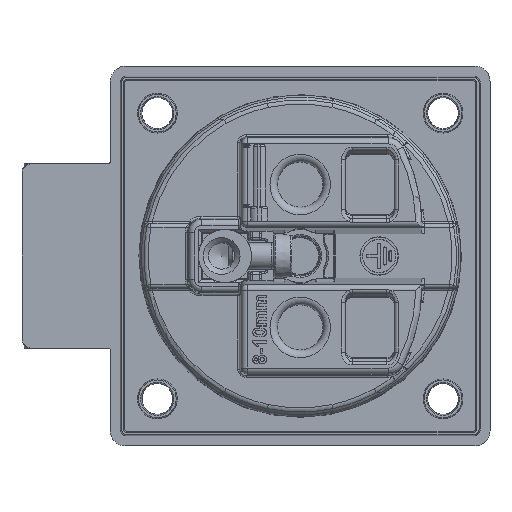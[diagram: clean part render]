
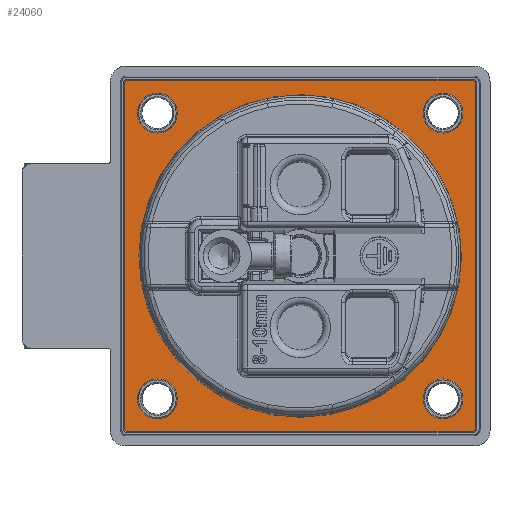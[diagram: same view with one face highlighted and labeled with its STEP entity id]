
A CAD part, left-side view. The second image highlights one B-rep face of the part: STEP entity #24060.
In plain terms, the highlighted planar face has unit normal (-1, 0, 0).
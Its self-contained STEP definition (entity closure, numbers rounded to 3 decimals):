
#85 = DIRECTION ( 'NONE',  ( -1., 0., 0. ) ) ;
#606 = AXIS2_PLACEMENT_3D ( 'NONE', #3433, #85, #14417 ) ;
#1384 = VERTEX_POINT ( 'NONE', #25372 ) ;
#2017 = DIRECTION ( 'NONE',  ( -1., 0., 0. ) ) ;
#2033 = EDGE_CURVE ( 'NONE', #1384, #1384, #6851, .T. ) ;
#2270 = DIRECTION ( 'NONE',  ( 0., -1., 0. ) ) ;
#2571 = EDGE_CURVE ( 'NONE', #14610, #14610, #14208, .T. ) ;
#2599 = CIRCLE ( 'NONE', #5436, 2.649 ) ;
#2836 = EDGE_CURVE ( 'NONE', #34530, #8551, #4940, .T. ) ;
#3433 = CARTESIAN_POINT ( 'NONE',  ( -12.25, -19., -19. ) ) ;
#3479 = VECTOR ( 'NONE', #11526, 1000. ) ;
#4372 = ORIENTED_EDGE ( 'NONE', *, *, #2836, .T. ) ;
#4715 = DIRECTION ( 'NONE',  ( -1., 0., 0. ) ) ;
#4726 = CARTESIAN_POINT ( 'NONE',  ( -12.25, 0., 0. ) ) ;
#4940 = CIRCLE ( 'NONE', #27159, 0.359 ) ;
#4942 = FACE_BOUND ( 'NONE', #32940, .T. ) ;
#4972 = DIRECTION ( 'NONE',  ( -1., 0., 0. ) ) ;
#5436 = AXIS2_PLACEMENT_3D ( 'NONE', #27740, #44098, #20111 ) ;
#5665 = DIRECTION ( 'NONE',  ( 0., 1., 0. ) ) ;
#6242 = VECTOR ( 'NONE', #33119, 1000. ) ;
#6336 = CARTESIAN_POINT ( 'NONE',  ( -12.25, -23., 23.359 ) ) ;
#6506 = DIRECTION ( 'NONE',  ( 0., -1., 0. ) ) ;
#6657 = DIRECTION ( 'NONE',  ( -1., 0., 0. ) ) ;
#6851 = CIRCLE ( 'NONE', #40489, 2.649 ) ;
#7182 = AXIS2_PLACEMENT_3D ( 'NONE', #19491, #2017, #28930 ) ;
#7492 = CARTESIAN_POINT ( 'NONE',  ( -12.25, 23.359, 23. ) ) ;
#7639 = CARTESIAN_POINT ( 'NONE',  ( -12.25, 23., 23. ) ) ;
#8551 = VERTEX_POINT ( 'NONE', #12415 ) ;
#9255 = LINE ( 'NONE', #6336, #10556 ) ;
#9406 = ORIENTED_EDGE ( 'NONE', *, *, #43858, .F. ) ;
#9723 = ORIENTED_EDGE ( 'NONE', *, *, #12005, .T. ) ;
#10556 = VECTOR ( 'NONE', #5665, 1000. ) ;
#11526 = DIRECTION ( 'NONE',  ( 0., 0., 1. ) ) ;
#11812 = ORIENTED_EDGE ( 'NONE', *, *, #15119, .T. ) ;
#12005 = EDGE_CURVE ( 'NONE', #25960, #30909, #24676, .T. ) ;
#12108 = DIRECTION ( 'NONE',  ( 0., 1., 0. ) ) ;
#12343 = VERTEX_POINT ( 'NONE', #42843 ) ;
#12415 = CARTESIAN_POINT ( 'NONE',  ( -12.25, -23.359, -23. ) ) ;
#12515 = DIRECTION ( 'NONE',  ( 0., -1., 0. ) ) ;
#12957 = CARTESIAN_POINT ( 'NONE',  ( -12.25, 23.359, -23. ) ) ;
#13348 = EDGE_CURVE ( 'NONE', #30506, #38836, #17433, .T. ) ;
#14208 = CIRCLE ( 'NONE', #606, 2.649 ) ;
#14294 = VERTEX_POINT ( 'NONE', #21229 ) ;
#14417 = DIRECTION ( 'NONE',  ( 0., 1., 0. ) ) ;
#14610 = VERTEX_POINT ( 'NONE', #31429 ) ;
#14650 = CIRCLE ( 'NONE', #33230, 0.359 ) ;
#14822 = FACE_BOUND ( 'NONE', #36596, .T. ) ;
#14883 = CARTESIAN_POINT ( 'NONE',  ( -12.25, -23., -23.359 ) ) ;
#15119 = EDGE_CURVE ( 'NONE', #28118, #25960, #9255, .T. ) ;
#15249 = FACE_OUTER_BOUND ( 'NONE', #32167, .T. ) ;
#15723 = AXIS2_PLACEMENT_3D ( 'NONE', #4726, #42393, #12108 ) ;
#15911 = CARTESIAN_POINT ( 'NONE',  ( -12.25, -23.359, 23. ) ) ;
#17433 = CIRCLE ( 'NONE', #23150, 0.359 ) ;
#18365 = VECTOR ( 'NONE', #31905, 1000. ) ;
#18387 = ORIENTED_EDGE ( 'NONE', *, *, #28448, .F. ) ;
#18548 = DIRECTION ( 'NONE',  ( -1., 0., 0. ) ) ;
#19491 = CARTESIAN_POINT ( 'NONE',  ( -12.25, 0., 0. ) ) ;
#20111 = DIRECTION ( 'NONE',  ( 0., -1., 0. ) ) ;
#21229 = CARTESIAN_POINT ( 'NONE',  ( -12.25, -21.649, 19. ) ) ;
#21416 = EDGE_LOOP ( 'NONE', ( #35697 ) ) ;
#21685 = CARTESIAN_POINT ( 'NONE',  ( -12.25, 19., 19. ) ) ;
#21828 = EDGE_LOOP ( 'NONE', ( #28941 ) ) ;
#22446 = CARTESIAN_POINT ( 'NONE',  ( -12.25, -23., -23. ) ) ;
#23150 = AXIS2_PLACEMENT_3D ( 'NONE', #29612, #33416, #6506 ) ;
#23256 = LINE ( 'NONE', #14883, #18365 ) ;
#23997 = ORIENTED_EDGE ( 'NONE', *, *, #27085, .T. ) ;
#24060 = ADVANCED_FACE ( 'NONE', ( #15249, #35662, #4942, #39238, #14822, #35876 ), #25578, .F. ) ;
#24676 = CIRCLE ( 'NONE', #28270, 0.359 ) ;
#24905 = EDGE_LOOP ( 'NONE', ( #18387 ) ) ;
#25279 = DIRECTION ( 'NONE',  ( 0., 1., 0. ) ) ;
#25372 = CARTESIAN_POINT ( 'NONE',  ( -12.25, 21.649, 19. ) ) ;
#25578 = PLANE ( 'NONE',  #15723 ) ;
#25960 = VERTEX_POINT ( 'NONE', #38053 ) ;
#26562 = VERTEX_POINT ( 'NONE', #15911 ) ;
#27085 = EDGE_CURVE ( 'NONE', #38836, #34530, #23256, .T. ) ;
#27159 = AXIS2_PLACEMENT_3D ( 'NONE', #22446, #4972, #42855 ) ;
#27296 = CARTESIAN_POINT ( 'NONE',  ( -12.25, -23., 23.359 ) ) ;
#27740 = CARTESIAN_POINT ( 'NONE',  ( -12.25, 19., -19. ) ) ;
#28019 = EDGE_CURVE ( 'NONE', #30909, #30506, #39406, .T. ) ;
#28118 = VERTEX_POINT ( 'NONE', #27296 ) ;
#28270 = AXIS2_PLACEMENT_3D ( 'NONE', #7639, #4715, #38350 ) ;
#28448 = EDGE_CURVE ( 'NONE', #30423, #30423, #2599, .T. ) ;
#28583 = LINE ( 'NONE', #42027, #3479 ) ;
#28930 = DIRECTION ( 'NONE',  ( 0., 0., -1. ) ) ;
#28941 = ORIENTED_EDGE ( 'NONE', *, *, #2033, .F. ) ;
#29009 = CIRCLE ( 'NONE', #32553, 2.649 ) ;
#29190 = DIRECTION ( 'NONE',  ( -1., 0., 0. ) ) ;
#29612 = CARTESIAN_POINT ( 'NONE',  ( -12.25, 23., -23. ) ) ;
#29626 = ORIENTED_EDGE ( 'NONE', *, *, #13348, .T. ) ;
#30071 = EDGE_CURVE ( 'NONE', #8551, #26562, #28583, .T. ) ;
#30423 = VERTEX_POINT ( 'NONE', #36328 ) ;
#30506 = VERTEX_POINT ( 'NONE', #12957 ) ;
#30909 = VERTEX_POINT ( 'NONE', #7492 ) ;
#31429 = CARTESIAN_POINT ( 'NONE',  ( -12.25, -16.351, -19. ) ) ;
#31905 = DIRECTION ( 'NONE',  ( 0., -1., 0. ) ) ;
#32167 = EDGE_LOOP ( 'NONE', ( #41166, #29626, #23997, #4372, #40613, #38537, #11812, #9723 ) ) ;
#32553 = AXIS2_PLACEMENT_3D ( 'NONE', #37161, #6657, #12515 ) ;
#32940 = EDGE_LOOP ( 'NONE', ( #9406 ) ) ;
#32952 = CIRCLE ( 'NONE', #7182, 21.455 ) ;
#33119 = DIRECTION ( 'NONE',  ( 0., 0., -1. ) ) ;
#33128 = EDGE_CURVE ( 'NONE', #12343, #12343, #32952, .T. ) ;
#33230 = AXIS2_PLACEMENT_3D ( 'NONE', #36119, #29190, #2270 ) ;
#33416 = DIRECTION ( 'NONE',  ( -1., 0., 0. ) ) ;
#33882 = ORIENTED_EDGE ( 'NONE', *, *, #2571, .F. ) ;
#34530 = VERTEX_POINT ( 'NONE', #35952 ) ;
#34864 = EDGE_CURVE ( 'NONE', #26562, #28118, #14650, .T. ) ;
#35662 = FACE_BOUND ( 'NONE', #21416, .T. ) ;
#35697 = ORIENTED_EDGE ( 'NONE', *, *, #33128, .F. ) ;
#35876 = FACE_BOUND ( 'NONE', #24905, .T. ) ;
#35952 = CARTESIAN_POINT ( 'NONE',  ( -12.25, -23., -23.359 ) ) ;
#36035 = CARTESIAN_POINT ( 'NONE',  ( -12.25, 23.359, 23. ) ) ;
#36119 = CARTESIAN_POINT ( 'NONE',  ( -12.25, -23., 23. ) ) ;
#36328 = CARTESIAN_POINT ( 'NONE',  ( -12.25, 16.351, -19. ) ) ;
#36596 = EDGE_LOOP ( 'NONE', ( #33882 ) ) ;
#37161 = CARTESIAN_POINT ( 'NONE',  ( -12.25, -19., 19. ) ) ;
#37698 = CARTESIAN_POINT ( 'NONE',  ( -12.25, 23., -23.359 ) ) ;
#38053 = CARTESIAN_POINT ( 'NONE',  ( -12.25, 23., 23.359 ) ) ;
#38350 = DIRECTION ( 'NONE',  ( 0., -1., 0. ) ) ;
#38537 = ORIENTED_EDGE ( 'NONE', *, *, #34864, .T. ) ;
#38836 = VERTEX_POINT ( 'NONE', #37698 ) ;
#39238 = FACE_BOUND ( 'NONE', #21828, .T. ) ;
#39406 = LINE ( 'NONE', #36035, #6242 ) ;
#40489 = AXIS2_PLACEMENT_3D ( 'NONE', #21685, #18548, #25279 ) ;
#40613 = ORIENTED_EDGE ( 'NONE', *, *, #30071, .T. ) ;
#41166 = ORIENTED_EDGE ( 'NONE', *, *, #28019, .T. ) ;
#42027 = CARTESIAN_POINT ( 'NONE',  ( -12.25, -23.359, 23. ) ) ;
#42393 = DIRECTION ( 'NONE',  ( 1., 0., 0. ) ) ;
#42843 = CARTESIAN_POINT ( 'NONE',  ( -12.25, 0., -21.455 ) ) ;
#42855 = DIRECTION ( 'NONE',  ( 0., -1., 0. ) ) ;
#43858 = EDGE_CURVE ( 'NONE', #14294, #14294, #29009, .T. ) ;
#44098 = DIRECTION ( 'NONE',  ( -1., 0., 0. ) ) ;
